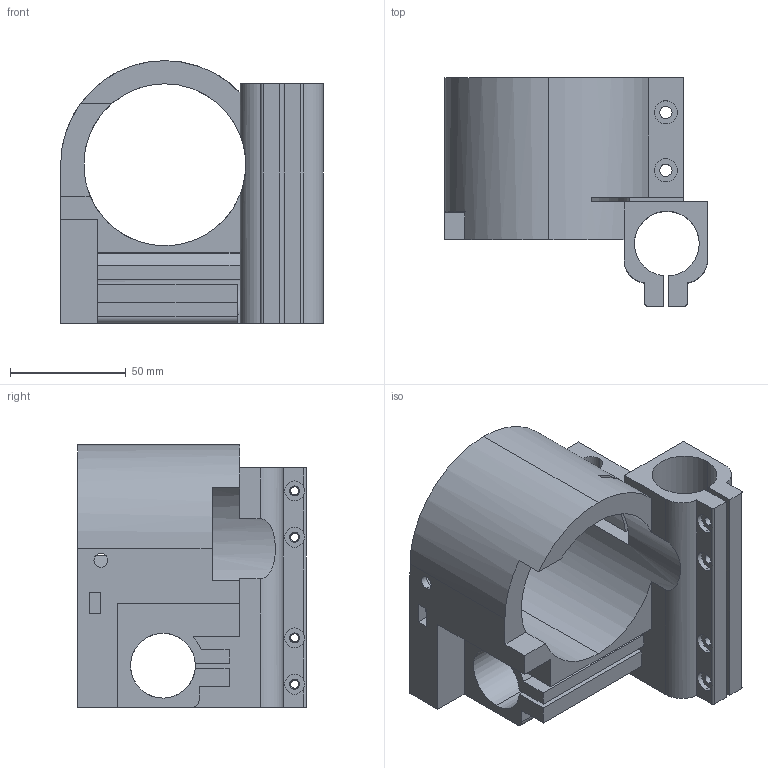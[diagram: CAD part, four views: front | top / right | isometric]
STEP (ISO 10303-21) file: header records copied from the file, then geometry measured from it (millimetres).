
FILE_DESCRIPTION (( 'STEP AP214' ), '1' );
FILE_NAME ('Tool Holder.STEP', '2019-07-07T22:54:15', ( '' ), ( '' ), 'SwSTEP 2.0', 'SolidWorks 2018', '' );
FILE_SCHEMA (( 'AUTOMOTIVE_DESIGN' ));
Length unit declared in the file: millimetre
Products named in the file (1): Tool Holder
Bounding box: 113.5 x 98.7 x 113.5 mm (x, y, z)
Volume: 331716.9 mm3; surface area: 91547.5 mm2
Topology: 1 solids, 1 shells, 164 faces, 461 edges, 304 vertices
Faces by surface type: plane 80, cylinder 76, cone 8
Entity records: 5600 total; most frequent: CARTESIAN_POINT 1075, DIRECTION 958, ORIENTED_EDGE 922, EDGE_CURVE 461, AXIS2_PLACEMENT_3D 339, VERTEX_POINT 304, VECTOR 280, LINE 280
